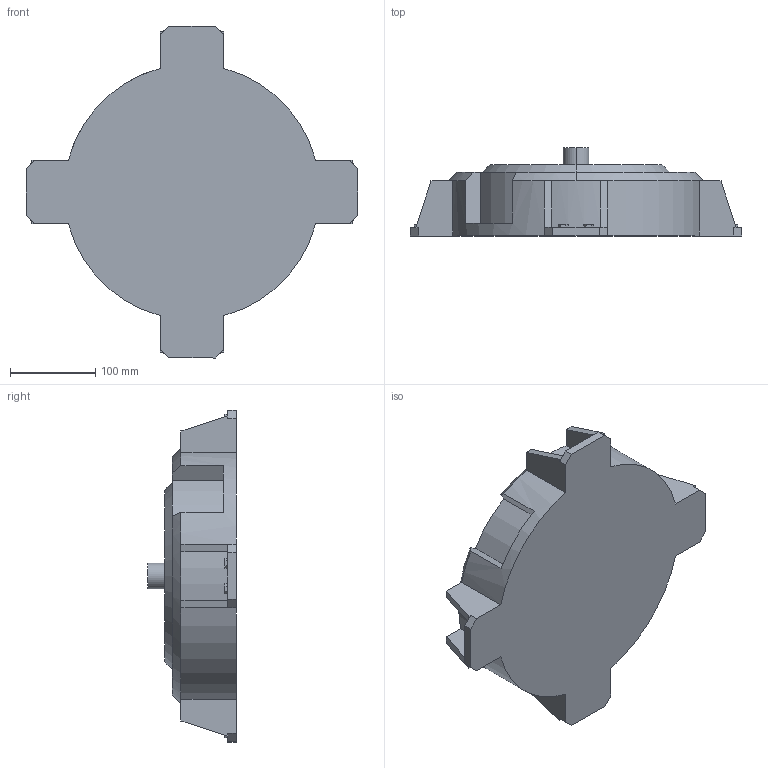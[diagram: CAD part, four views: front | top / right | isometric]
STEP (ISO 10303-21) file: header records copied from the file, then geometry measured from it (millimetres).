
FILE_DESCRIPTION (( 'STEP AP203' ), '1' );
FILE_NAME ('part1 final_Default_sldprt.STEP', '2024-04-13T19:24:55', ( '' ), ( '' ), 'SwSTEP 2.0', 'SolidWorks 2022', '' );
FILE_SCHEMA (( 'CONFIG_CONTROL_DESIGN' ));
Length unit declared in the file: millimetre
Products named in the file (1): part1 final_Default_sldprt
Bounding box: 390.47 x 104 x 390.47 mm (x, y, z)
Volume: 5770387.1 mm3; surface area: 272766.7 mm2
Topology: 1 solids, 1 shells, 136 faces, 347 edges, 223 vertices
Faces by surface type: plane 119, cylinder 12, cone 5
Entity records: 4110 total; most frequent: CARTESIAN_POINT 707, ORIENTED_EDGE 694, DIRECTION 663, EDGE_CURVE 347, VECTOR 305, LINE 305, VERTEX_POINT 223, AXIS2_PLACEMENT_3D 179
